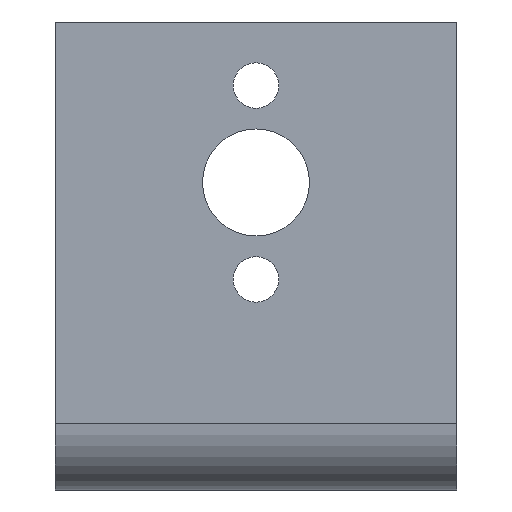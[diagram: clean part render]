
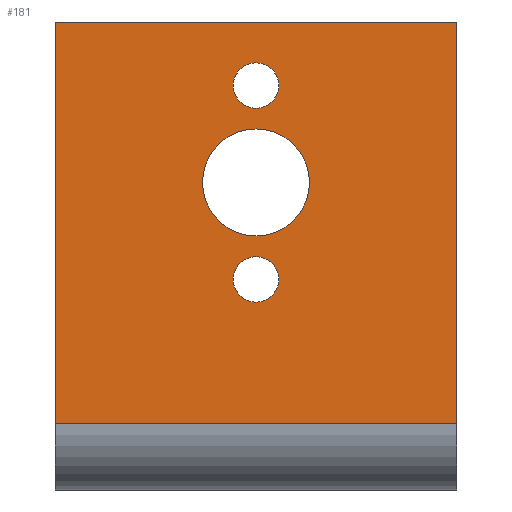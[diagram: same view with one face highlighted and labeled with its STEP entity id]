
A CAD part, front view. The second image highlights one B-rep face of the part: STEP entity #181.
In plain terms, the highlighted planar face has unit normal (0, -1, 0).
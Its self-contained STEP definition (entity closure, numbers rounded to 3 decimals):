
#26=VERTEX_POINT('',#27);
#27=CARTESIAN_POINT('',(-15.,0.,-15.0));
#34=EDGE_CURVE('',#26,#35,#37,.T.);
#35=VERTEX_POINT('',#36);
#36=CARTESIAN_POINT('',(-15.0,0.0,15.0));
#37=LINE('',#38,#39);
#38=CARTESIAN_POINT('',(-15.,0.,-20.0));
#39=VECTOR('',#40,1.0);
#40=DIRECTION('',(0.0,0.0,1.0));
#120=EDGE_CURVE('',#121,#123,#125,.F.);
#121=VERTEX_POINT('',#122);
#122=CARTESIAN_POINT('',(15.0,0.0,15.0));
#123=VERTEX_POINT('',#124);
#124=CARTESIAN_POINT('',(15.,0.,-15.0));
#125=LINE('',#126,#127);
#126=CARTESIAN_POINT('',(15.,0.,-20.0));
#127=VECTOR('',#128,1.0);
#128=DIRECTION('',(0.0,0.0,1.0));
#181=ADVANCED_FACE('',(#182,#193,#204,#215),#231,.T.);
#182=FACE_BOUND('',#183,.T.);
#183=EDGE_LOOP('',(#184));
#184=ORIENTED_EDGE('',*,*,#185,.T.);
#185=EDGE_CURVE('',#186,#186,#188,.F.);
#186=VERTEX_POINT('',#187);
#187=CARTESIAN_POINT('',(0.,0.,-1.));
#188=CIRCLE('',#189,4.);
#189=AXIS2_PLACEMENT_3D('',#190,#191,#192);
#190=CARTESIAN_POINT('',(0.0,0.,3.0));
#191=DIRECTION('',(0.0,-1.0,0.0));
#192=DIRECTION('',(0.0,0.0,-1.0));
#193=FACE_BOUND('',#194,.T.);
#194=EDGE_LOOP('',(#195));
#195=ORIENTED_EDGE('',*,*,#196,.T.);
#196=EDGE_CURVE('',#197,#197,#199,.F.);
#197=VERTEX_POINT('',#198);
#198=CARTESIAN_POINT('',(0.,0.,-5.95));
#199=CIRCLE('',#200,1.7);
#200=AXIS2_PLACEMENT_3D('',#201,#202,#203);
#201=CARTESIAN_POINT('',(0.0,0.,-4.25));
#202=DIRECTION('',(0.0,-1.0,0.0));
#203=DIRECTION('',(0.0,0.0,-1.0));
#204=FACE_BOUND('',#205,.T.);
#205=EDGE_LOOP('',(#206));
#206=ORIENTED_EDGE('',*,*,#207,.T.);
#207=EDGE_CURVE('',#208,#208,#210,.F.);
#208=VERTEX_POINT('',#209);
#209=CARTESIAN_POINT('',(0.,0.,8.55));
#210=CIRCLE('',#211,1.7);
#211=AXIS2_PLACEMENT_3D('',#212,#213,#214);
#212=CARTESIAN_POINT('',(0.0,0.,10.25));
#213=DIRECTION('',(0.0,-1.0,0.0));
#214=DIRECTION('',(0.0,0.0,-1.0));
#215=FACE_BOUND('',#216,.T.);
#216=EDGE_LOOP('',(#217,#218,#224,#225));
#217=ORIENTED_EDGE('',*,*,#34,.F.);
#218=ORIENTED_EDGE('',*,*,#219,.T.);
#219=EDGE_CURVE('',#26,#123,#220,.T.);
#220=LINE('',#221,#222);
#221=CARTESIAN_POINT('',(15.,0.0,-15.0));
#222=VECTOR('',#223,1.0);
#223=DIRECTION('',(1.0,0.,0.0));
#224=ORIENTED_EDGE('',*,*,#120,.F.);
#225=ORIENTED_EDGE('',*,*,#226,.T.);
#226=EDGE_CURVE('',#121,#35,#227,.F.);
#227=LINE('',#228,#229);
#228=CARTESIAN_POINT('',(15.0,0.0,15.0));
#229=VECTOR('',#230,1.0);
#230=DIRECTION('',(1.0,0.0,0.0));
#231=PLANE('',#232);
#232=AXIS2_PLACEMENT_3D('',#233,#234,#235);
#233=CARTESIAN_POINT('',(-15.,0.,-20.0));
#234=DIRECTION('',(0.,-1.0,0.0));
#235=DIRECTION('',(1.0,0.,0.0));
